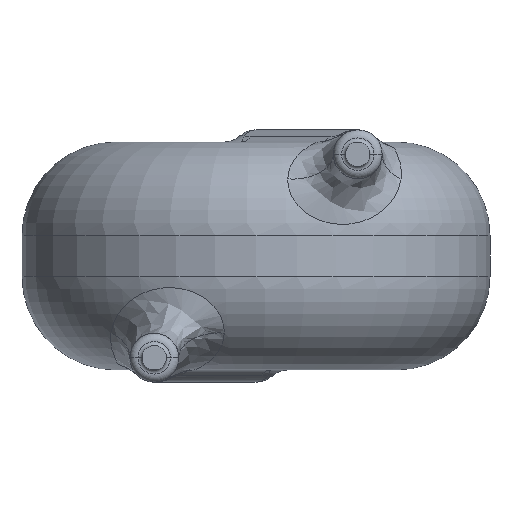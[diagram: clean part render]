
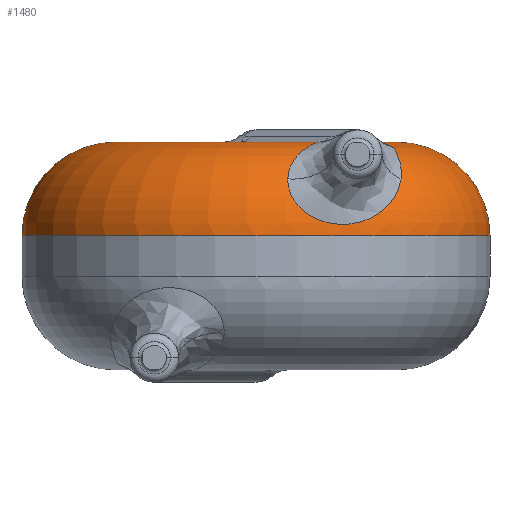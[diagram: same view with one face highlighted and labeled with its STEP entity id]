
A CAD part, front view. The second image highlights one B-rep face of the part: STEP entity #1480.
In plain terms, the highlighted toroidal (fillet/blend) face has major radius 3.45 mm and minor radius 2.3 mm.
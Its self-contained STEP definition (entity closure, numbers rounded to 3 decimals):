
#81=CARTESIAN_POINT('',(3.004,-1.938,2.797));
#82=CARTESIAN_POINT('',(2.988,-1.923,2.798));
#83=CARTESIAN_POINT('',(2.957,-1.892,2.799));
#84=CARTESIAN_POINT('',(2.928,-1.862,2.8));
#85=CARTESIAN_POINT('',(2.914,-1.847,2.8));
#90=CARTESIAN_POINT('',(3.45,0.,2.8));
#91=CARTESIAN_POINT('',(3.45,-0.164,2.8));
#92=CARTESIAN_POINT('',(3.427,-0.487,2.8));
#93=CARTESIAN_POINT('',(3.324,-0.965,2.8));
#94=CARTESIAN_POINT('',(3.155,-1.424,2.8));
#95=CARTESIAN_POINT('',(3.001,-1.709,2.8));
#96=CARTESIAN_POINT('',(2.914,-1.847,2.8));
#101=CARTESIAN_POINT('',(3.45,0.,0.5));
#102=DIRECTION('',(0.,1.,0.));
#103=DIRECTION('',(0.,0.,1.));
#104=AXIS2_PLACEMENT_3D('',#101,#102,#103);
#109=CARTESIAN_POINT('',(-3.45,0.,0.5));
#110=DIRECTION('',(0.,-1.,0.));
#111=DIRECTION('',(0.,0.,1.));
#112=AXIS2_PLACEMENT_3D('',#109,#110,#111);
#117=CARTESIAN_POINT('',(0.,0.,2.8));
#118=DIRECTION('',(0.,0.,-1.));
#119=DIRECTION('',(0.454,-0.891,0.));
#120=AXIS2_PLACEMENT_3D('',#117,#118,#119);
#125=CARTESIAN_POINT('',(0.782,-5.221,1.894));
#126=CARTESIAN_POINT('',(0.784,-5.177,1.952));
#127=CARTESIAN_POINT('',(0.798,-5.077,2.066));
#128=CARTESIAN_POINT('',(0.855,-4.895,2.233));
#129=CARTESIAN_POINT('',(0.945,-4.677,2.389));
#130=CARTESIAN_POINT('',(1.062,-4.426,2.525));
#131=CARTESIAN_POINT('',(1.2,-4.139,2.641));
#132=CARTESIAN_POINT('',(1.358,-3.789,2.735));
#133=CARTESIAN_POINT('',(1.497,-3.409,2.79));
#134=CARTESIAN_POINT('',(1.55,-3.183,2.8));
#135=CARTESIAN_POINT('',(1.567,-3.073,2.8));
#140=CARTESIAN_POINT('',(3.563,-3.896,1.894));
#141=CARTESIAN_POINT('',(3.552,-3.996,1.807));
#142=CARTESIAN_POINT('',(3.509,-4.183,1.634));
#143=CARTESIAN_POINT('',(3.385,-4.431,1.395));
#144=CARTESIAN_POINT('',(3.206,-4.655,1.182));
#145=CARTESIAN_POINT('',(2.978,-4.858,1.005));
#146=CARTESIAN_POINT('',(2.708,-5.042,0.873));
#147=CARTESIAN_POINT('',(2.416,-5.2,0.795));
#148=CARTESIAN_POINT('',(2.134,-5.325,0.771));
#149=CARTESIAN_POINT('',(1.875,-5.418,0.792));
#150=CARTESIAN_POINT('',(1.643,-5.485,0.847));
#151=CARTESIAN_POINT('',(1.442,-5.527,0.927));
#152=CARTESIAN_POINT('',(1.278,-5.546,1.021));
#153=CARTESIAN_POINT('',(1.142,-5.549,1.124));
#154=CARTESIAN_POINT('',(1.023,-5.535,1.242));
#155=CARTESIAN_POINT('',(0.92,-5.501,1.38));
#156=CARTESIAN_POINT('',(0.84,-5.44,1.54));
#157=CARTESIAN_POINT('',(0.79,-5.35,1.713));
#158=CARTESIAN_POINT('',(0.78,-5.268,1.833));
#159=CARTESIAN_POINT('',(0.782,-5.221,1.894));
#164=CARTESIAN_POINT('',(3.387,-2.541,2.662));
#165=CARTESIAN_POINT('',(3.399,-2.627,2.64));
#166=CARTESIAN_POINT('',(3.429,-2.805,2.586));
#167=CARTESIAN_POINT('',(3.489,-3.09,2.463));
#168=CARTESIAN_POINT('',(3.545,-3.377,2.297));
#169=CARTESIAN_POINT('',(3.576,-3.651,2.1));
#170=CARTESIAN_POINT('',(3.572,-3.817,1.963));
#171=CARTESIAN_POINT('',(3.563,-3.896,1.894));
#349=CARTESIAN_POINT('',(3.004,-1.938,2.797));
#350=CARTESIAN_POINT('',(2.937,-2.004,2.798));
#351=CARTESIAN_POINT('',(2.804,-2.138,2.799));
#352=CARTESIAN_POINT('',(2.602,-2.339,2.8));
#353=CARTESIAN_POINT('',(2.467,-2.474,2.8));
#354=CARTESIAN_POINT('',(2.4,-2.541,2.8));
#411=CARTESIAN_POINT('',(2.4,-2.541,2.8));
#412=CARTESIAN_POINT('',(2.509,-2.541,2.798));
#413=CARTESIAN_POINT('',(2.727,-2.541,2.788));
#414=CARTESIAN_POINT('',(3.07,-2.541,2.743));
#415=CARTESIAN_POINT('',(3.282,-2.541,2.692));
#416=CARTESIAN_POINT('',(3.387,-2.541,2.662));
#917=CARTESIAN_POINT('',(0.,0.,0.5));
#918=DIRECTION('',(0.,0.,1.));
#919=DIRECTION('',(-1.,0.,0.));
#920=AXIS2_PLACEMENT_3D('',#917,#918,#919);
#1318=CARTESIAN_POINT('',(3.45,0.,2.8));
#1319=CARTESIAN_POINT('',(-3.45,0.,2.8));
#1320=VERTEX_POINT('',#1318);
#1321=VERTEX_POINT('',#1319);
#1322=CARTESIAN_POINT('',(5.75,0.,0.5));
#1323=VERTEX_POINT('',#1322);
#1324=CARTESIAN_POINT('',(-5.75,0.,0.5));
#1325=VERTEX_POINT('',#1324);
#1336=VERTEX_POINT('',#125);
#1337=VERTEX_POINT('',#135);
#1339=VERTEX_POINT('',#140);
#1340=VERTEX_POINT('',#164);
#1350=VERTEX_POINT('',#411);
#1376=CARTESIAN_POINT('',(2.914,-1.847,2.8));
#1377=VERTEX_POINT('',#1376);
#1381=VERTEX_POINT('',#81);
#1453=CARTESIAN_POINT('',(0.,0.,0.5));
#1454=DIRECTION('',(0.,0.,1.));
#1455=DIRECTION('',(-1.,0.,0.));
#1456=AXIS2_PLACEMENT_3D('',#1453,#1454,#1455);
#1457=TOROIDAL_SURFACE('',#1456,3.45,2.3);
#1459=ORIENTED_EDGE('',*,*,#1458,.T.);
#1461=ORIENTED_EDGE('',*,*,#1460,.F.);
#1462=ORIENTED_EDGE('',*,*,#1443,.T.);
#1464=ORIENTED_EDGE('',*,*,#1463,.F.);
#1465=ORIENTED_EDGE('',*,*,#1447,.F.);
#1467=ORIENTED_EDGE('',*,*,#1466,.F.);
#1469=ORIENTED_EDGE('',*,*,#1468,.F.);
#1471=ORIENTED_EDGE('',*,*,#1470,.F.);
#1473=ORIENTED_EDGE('',*,*,#1472,.F.);
#1475=ORIENTED_EDGE('',*,*,#1474,.F.);
#1477=ORIENTED_EDGE('',*,*,#1476,.F.);
#1478=EDGE_LOOP('',(#1459,#1461,#1462,#1464,#1465,#1467,#1469,#1471,#1473,#1475,
#1477));
#1479=FACE_OUTER_BOUND('',#1478,.F.);
#1480=ADVANCED_FACE('',(#1479),#1457,.T.);
#86=B_SPLINE_CURVE_WITH_KNOTS('',3,(#81,#82,#83,#84,#85),.UNSPECIFIED.,.F.,.F.,(
4,1,4),(0.,0.5,1.),.UNSPECIFIED.);
#97=B_SPLINE_CURVE_WITH_KNOTS('',3,(#90,#91,#92,#93,#94,#95,#96),.UNSPECIFIED.,
.F.,.F.,(4,1,1,1,4),(0.,0.25,0.5,0.75,1.),.UNSPECIFIED.);
#105=CIRCLE('',#104,2.3);
#113=CIRCLE('',#112,2.3);
#121=CIRCLE('',#120,3.45);
#136=B_SPLINE_CURVE_WITH_KNOTS('',3,(#125,#126,#127,#128,#129,#130,#131,#132,
#133,#134,#135),.UNSPECIFIED.,.F.,.F.,(4,1,1,1,1,1,1,1,4),(0.,0.125,0.25,
0.375,0.5,0.625,0.75,0.875,1.),.UNSPECIFIED.);
#160=B_SPLINE_CURVE_WITH_KNOTS('',3,(#140,#141,#142,#143,#144,#145,#146,#147,
#148,#149,#150,#151,#152,#153,#154,#155,#156,#157,#158,#159),.UNSPECIFIED.,.F.,
.F.,(4,1,1,1,1,1,1,1,1,1,1,1,1,1,1,1,1,4),(0.,0.059,
0.118,0.176,0.235,0.294,
0.353,0.412,0.471,0.529,
0.588,0.647,0.706,0.765,
0.824,0.882,0.941,1.),.UNSPECIFIED.);
#172=B_SPLINE_CURVE_WITH_KNOTS('',3,(#164,#165,#166,#167,#168,#169,#170,#171),
.UNSPECIFIED.,.F.,.F.,(4,1,1,1,1,4),(0.,0.2,0.4,0.6,0.8,1.),
.UNSPECIFIED.);
#355=B_SPLINE_CURVE_WITH_KNOTS('',3,(#349,#350,#351,#352,#353,#354),
.UNSPECIFIED.,.F.,.F.,(4,1,1,4),(0.,0.333,0.667,1.),
.UNSPECIFIED.);
#417=B_SPLINE_CURVE_WITH_KNOTS('',3,(#411,#412,#413,#414,#415,#416),
.UNSPECIFIED.,.F.,.F.,(4,1,1,4),(0.,0.333,0.667,1.),
.UNSPECIFIED.);
#921=CIRCLE('',#920,5.75);
#1443=EDGE_CURVE('',#1320,#1323,#105,.T.);
#1447=EDGE_CURVE('',#1321,#1325,#113,.T.);
#1458=EDGE_CURVE('',#1381,#1377,#86,.T.);
#1460=EDGE_CURVE('',#1320,#1377,#97,.T.);
#1463=EDGE_CURVE('',#1325,#1323,#921,.T.);
#1466=EDGE_CURVE('',#1337,#1321,#121,.T.);
#1468=EDGE_CURVE('',#1336,#1337,#136,.T.);
#1470=EDGE_CURVE('',#1339,#1336,#160,.T.);
#1472=EDGE_CURVE('',#1340,#1339,#172,.T.);
#1474=EDGE_CURVE('',#1350,#1340,#417,.T.);
#1476=EDGE_CURVE('',#1381,#1350,#355,.T.);
